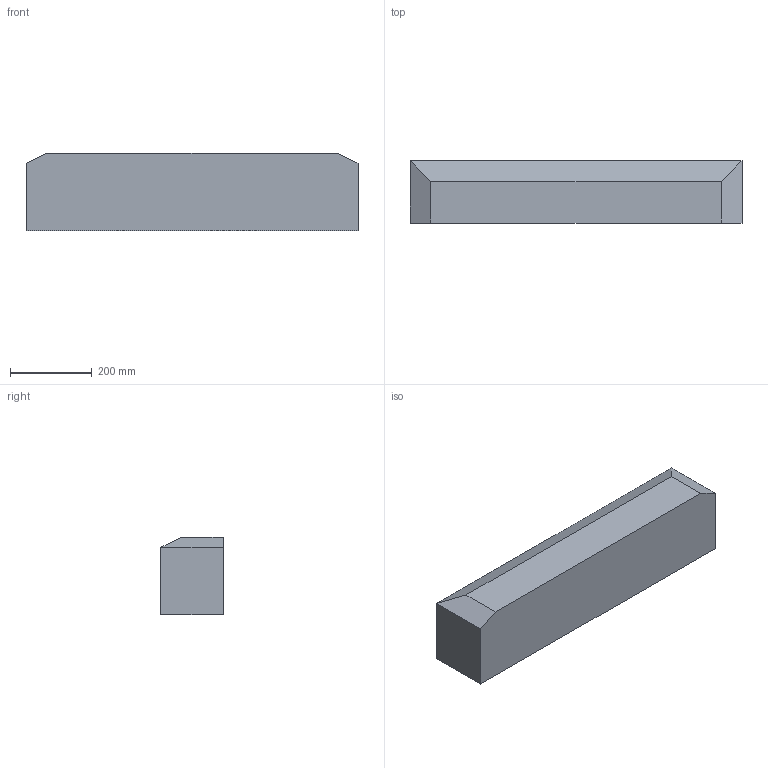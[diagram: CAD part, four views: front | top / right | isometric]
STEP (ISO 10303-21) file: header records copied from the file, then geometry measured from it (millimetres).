
FILE_DESCRIPTION(/* description */ (''),/* implementation_level */ '2;1');
FILE_NAME(/* name */ 'O - 2.step',/* time_stamp */ '2022-07-12T09:40:29-05:00',/* author */ (''),/* organization */ (''),/* preprocessor_version */ 'ST-DEVELOPER v19',/* originating_system */ 'Autodesk Translation Framework v11.7.0.108',/* authorisation */ '');
FILE_SCHEMA (('AUTOMOTIVE_DESIGN { 1 0 10303 214 3 1 1 }'));
Length unit declared in the file: inch
Products named in the file (1): O - 2
Bounding box: 812.8 x 152.4 x 190.5 mm (x, y, z)
Volume: 22920040.2 mm3; surface area: 591897.3 mm2
Topology: 1 solids, 1 shells, 9 faces, 19 edges, 12 vertices
Faces by surface type: plane 9
Entity records: 272 total; most frequent: CARTESIAN_POINT 41, DIRECTION 39, ORIENTED_EDGE 38, LINE 19, VECTOR 19, EDGE_CURVE 19, VERTEX_POINT 12, AXIS2_PLACEMENT_3D 10
